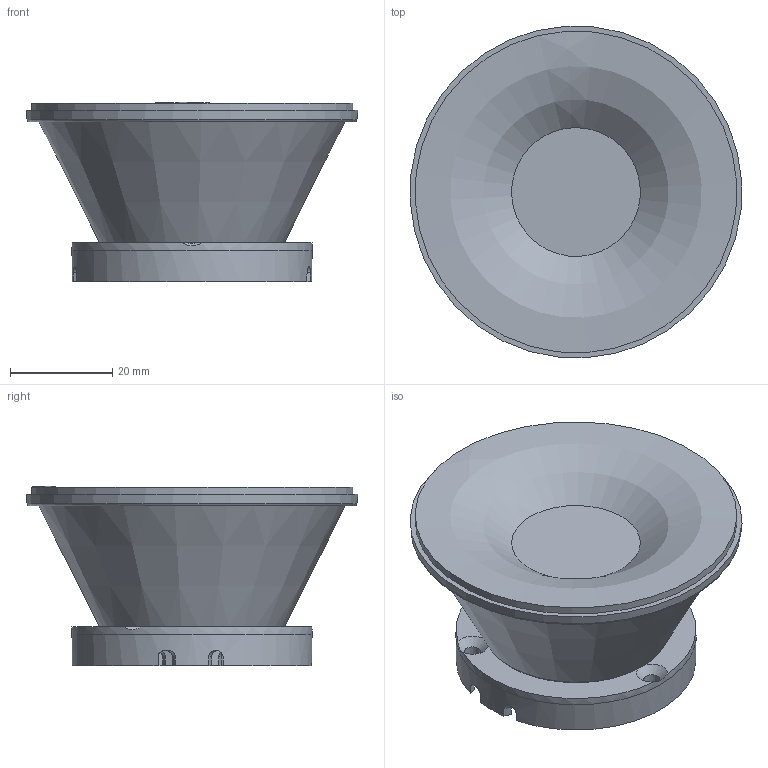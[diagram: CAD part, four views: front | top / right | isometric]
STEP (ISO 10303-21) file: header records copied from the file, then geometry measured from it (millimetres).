
FILE_DESCRIPTION(('STEP AP242'),'1');
FILE_NAME('LLS76MB4.stp','2025-09-29T13:55:43',(' '),(' '),'Spatial InterOp 3D',' ',' ');
FILE_SCHEMA(('AP242_MANAGED_MODEL_BASED_3D_ENGINEERING_MIM_LF {1 0 10303 442 1 1 4}'));
Length unit declared in the file: millimetre
Products named in the file (3): Assemblage PC 2; LLC76N7; LLH76B4
Assembly tree (2 placements, depth 2):
  Assemblage PC 2
    LLC76N7
    LLH76B4
Bounding box: 64.88 x 64.88 x 35.1 mm (x, y, z)
Volume: 52925.9 mm3; surface area: 16829.4 mm2
Topology: 2 solids, 2 shells, 297 faces, 835 edges, 549 vertices
Faces by surface type: extrusion 116, plane 102, cone 51, cylinder 11, torus 9, bspline 6, revolution 2
Full cylindrical faces by diameter (mm): 63 x1
Entity records: 12686 total; most frequent: CARTESIAN_POINT 3288, ORIENTED_EDGE 1598, DIRECTION 1022, EDGE_CURVE 799, VERTEX_POINT 541, B_SPLINE_CURVE_WITH_KNOTS 477, VECTOR 442, EDGE_LOOP 343
